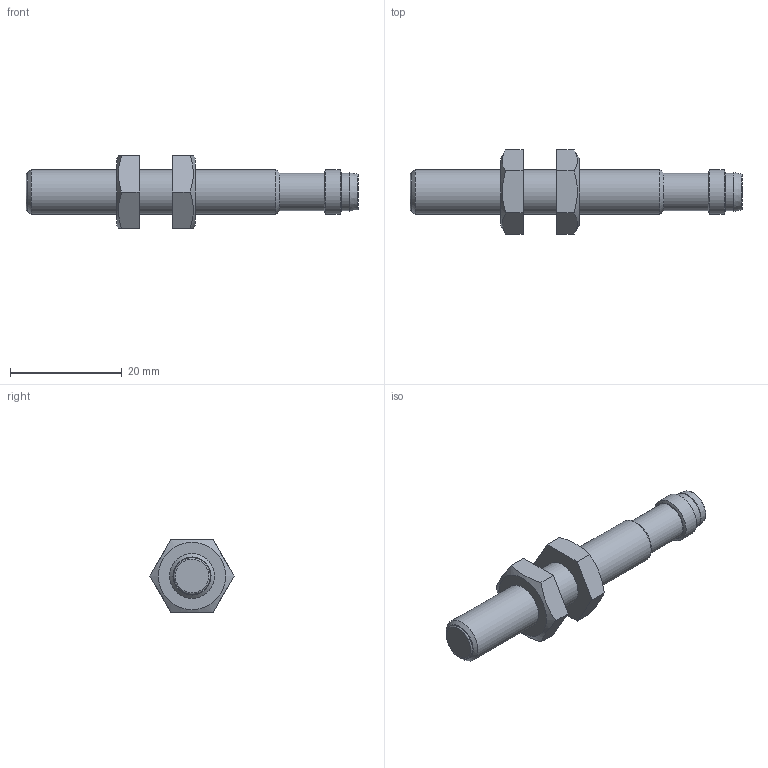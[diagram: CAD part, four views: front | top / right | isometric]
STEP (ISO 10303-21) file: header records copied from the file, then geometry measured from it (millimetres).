
FILE_DESCRIPTION(('FreeCAD Model'),'2;1');
FILE_NAME('DCC_08_M_03_xxL-TSL.step','2016-02-01T13:15:44',( 'FreeCAD'),('FreeCAD'),'Open CASCADE STEP processor 6.7','FreeCAD', 'Unknown');
FILE_SCHEMA(('AUTOMOTIVE_DESIGN_CC2 { 1 2 10303 214 -1 1 5 4 }'));
Length unit declared in the file: millimetre
Products named in the file (1): DCC_08_M_03_xxL-TSL
Bounding box: 59.3 x 15.01 x 13 mm (x, y, z)
Volume: 3548.2 mm3; surface area: 2053.3 mm2
Topology: 1 solids, 1 shells, 38 faces, 78 edges, 49 vertices
Faces by surface type: plane 21, cone 8, cylinder 7, torus 2
Full cylindrical faces by diameter (mm): 6.5 x1, 6.7 x2, 8 x4
Entity records: 2507 total; most frequent: CARTESIAN_POINT 759, DIRECTION 243, ORIENTED_EDGE 156, PCURVE 156, DEFINITIONAL_REPRESENTATION 156, LINE 106, VECTOR 106, EDGE_CURVE 78
